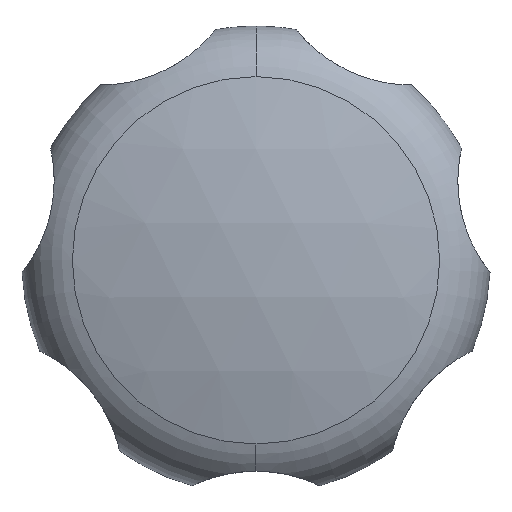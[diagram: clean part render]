
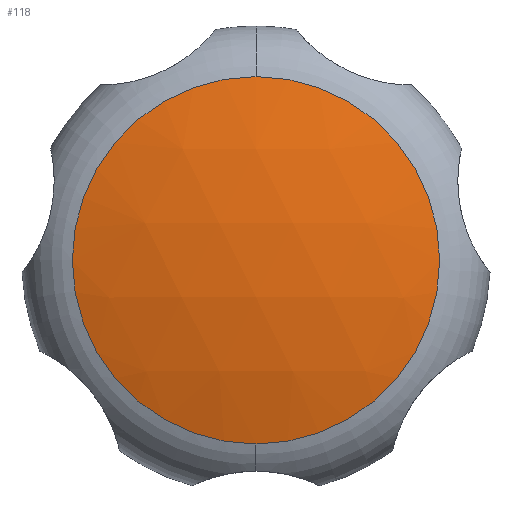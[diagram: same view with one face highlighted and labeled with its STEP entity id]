
A CAD part, top view. The second image highlights one B-rep face of the part: STEP entity #118.
In plain terms, the highlighted spherical face has radius 56 mm.
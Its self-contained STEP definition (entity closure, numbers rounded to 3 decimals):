
#118=ADVANCED_FACE('',(#232),#233,.T.);
#232=FACE_OUTER_BOUND('',#337,.T.);
#233=SPHERICAL_SURFACE('',#338,56.0);
#337=EDGE_LOOP('',(#612,#613,#614));
#338=AXIS2_PLACEMENT_3D('',#615,#616,#617);
#612=ORIENTED_EDGE('',*,*,#646,.T.);
#613=ORIENTED_EDGE('',*,*,#723,.T.);
#614=ORIENTED_EDGE('',*,*,#647,.T.);
#615=CARTESIAN_POINT('',(0.0,0.,-25.5));
#616=DIRECTION('',(0.0,-1.0,0.));
#617=DIRECTION('',(1.0,0.0,0.0));
#646=EDGE_CURVE('',#773,#771,#774,.T.);
#647=EDGE_CURVE('',#775,#773,#776,.T.);
#723=EDGE_CURVE('',#771,#775,#877,.T.);
#771=VERTEX_POINT('',#1150);
#773=VERTEX_POINT('',#1152);
#774=CIRCLE('',#1153,15.68);
#775=VERTEX_POINT('',#1154);
#776=CIRCLE('',#1155,15.68);
#877=CIRCLE('',#1359,15.68);
#1150=CARTESIAN_POINT('',(0.,15.68,28.26));
#1152=CARTESIAN_POINT('',(15.68,0.,28.26));
#1153=AXIS2_PLACEMENT_3D('',#1403,#1404,#1405);
#1154=CARTESIAN_POINT('',(0.,-15.68,28.26));
#1155=AXIS2_PLACEMENT_3D('',#1406,#1407,#1408);
#1359=AXIS2_PLACEMENT_3D('',#1507,#1508,#1509);
#1403=CARTESIAN_POINT('',(0.0,0.,28.26));
#1404=DIRECTION('',(-0.0,0.,1.0));
#1405=DIRECTION('',(1.0,0.0,0.0));
#1406=CARTESIAN_POINT('',(0.0,0.,28.26));
#1407=DIRECTION('',(-0.0,0.,1.0));
#1408=DIRECTION('',(1.0,0.0,0.0));
#1507=CARTESIAN_POINT('',(0.0,0.,28.26));
#1508=DIRECTION('',(-0.0,0.,1.0));
#1509=DIRECTION('',(1.0,0.0,0.0));
